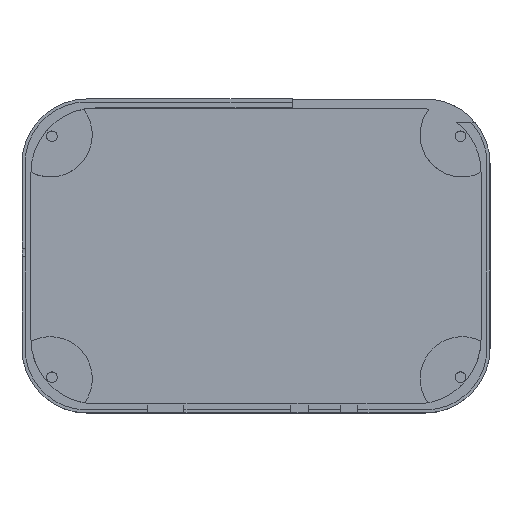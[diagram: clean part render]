
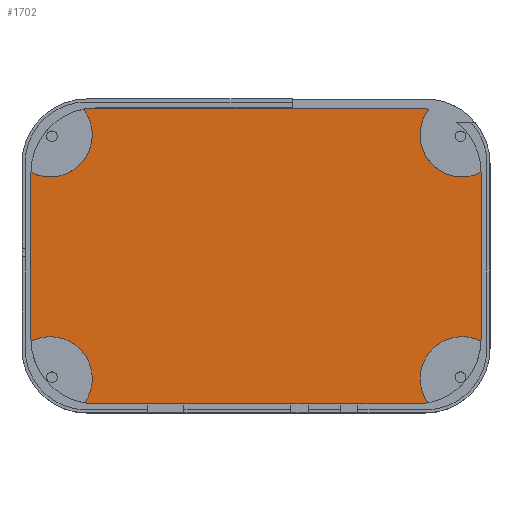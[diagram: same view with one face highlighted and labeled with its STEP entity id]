
A CAD part, top view. The second image highlights one B-rep face of the part: STEP entity #1702.
In plain terms, the highlighted planar face has unit normal (0, 0, 1).
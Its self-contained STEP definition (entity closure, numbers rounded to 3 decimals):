
#807 = VERTEX_POINT('',#808);
#808 = CARTESIAN_POINT('',(-40.15,14.9,1.65));
#814 = EDGE_CURVE('',#807,#815,#817,.T.);
#815 = VERTEX_POINT('',#816);
#816 = CARTESIAN_POINT('',(-40.15,-14.9,1.65));
#817 = LINE('',#818,#819);
#818 = CARTESIAN_POINT('',(-40.15,14.9,1.65));
#819 = VECTOR('',#820,1.);
#820 = DIRECTION('',(0.,-1.,0.));
#1589 = VERTEX_POINT('',#1590);
#1590 = CARTESIAN_POINT('',(-28.65,-26.4,1.65));
#1596 = EDGE_CURVE('',#1589,#1597,#1599,.T.);
#1597 = VERTEX_POINT('',#1598);
#1598 = CARTESIAN_POINT('',(28.65,-26.4,1.65));
#1599 = LINE('',#1600,#1601);
#1600 = CARTESIAN_POINT('',(-28.65,-26.4,1.65));
#1601 = VECTOR('',#1602,1.);
#1602 = DIRECTION('',(1.,0.,0.));
#1649 = VERTEX_POINT('',#1650);
#1650 = CARTESIAN_POINT('',(-28.65,26.4,1.65));
#1656 = EDGE_CURVE('',#1649,#1657,#1659,.T.);
#1657 = VERTEX_POINT('',#1658);
#1658 = CARTESIAN_POINT('',(-30.779,26.201,1.65));
#1659 = CIRCLE('',#1660,11.5);
#1660 = AXIS2_PLACEMENT_3D('',#1661,#1662,#1663);
#1661 = CARTESIAN_POINT('',(-28.65,14.9,1.65));
#1662 = DIRECTION('',(0.,0.,1.));
#1663 = DIRECTION('',(1.,0.,0.));
#1683 = VERTEX_POINT('',#1684);
#1684 = CARTESIAN_POINT('',(-40.15,14.945,1.65));
#1690 = EDGE_CURVE('',#1683,#807,#1691,.T.);
#1691 = CIRCLE('',#1692,11.5);
#1692 = AXIS2_PLACEMENT_3D('',#1693,#1694,#1695);
#1693 = CARTESIAN_POINT('',(-28.65,14.9,1.65));
#1694 = DIRECTION('',(0.,0.,1.));
#1695 = DIRECTION('',(1.,0.,0.));
#1702 = ADVANCED_FACE('',(#1703),#1809,.T.);
#1703 = FACE_BOUND('',#1704,.T.);
#1704 = EDGE_LOOP('',(#1705,#1706,#1707,#1716,#1725,#1732,#1733,#1742,
    #1751,#1760,#1768,#1777,#1786,#1795,#1801,#1802));
#1705 = ORIENTED_EDGE('',*,*,#1690,.T.);
#1706 = ORIENTED_EDGE('',*,*,#814,.T.);
#1707 = ORIENTED_EDGE('',*,*,#1708,.T.);
#1708 = EDGE_CURVE('',#815,#1709,#1711,.T.);
#1709 = VERTEX_POINT('',#1710);
#1710 = CARTESIAN_POINT('',(-40.145,-15.223,1.65));
#1711 = CIRCLE('',#1712,11.5);
#1712 = AXIS2_PLACEMENT_3D('',#1713,#1714,#1715);
#1713 = CARTESIAN_POINT('',(-28.65,-14.9,1.65));
#1714 = DIRECTION('',(0.,0.,1.));
#1715 = DIRECTION('',(1.,0.,0.));
#1716 = ORIENTED_EDGE('',*,*,#1717,.F.);
#1717 = EDGE_CURVE('',#1718,#1709,#1720,.T.);
#1718 = VERTEX_POINT('',#1719);
#1719 = CARTESIAN_POINT('',(-30.596,-26.234,1.65));
#1720 = CIRCLE('',#1721,7.5);
#1721 = AXIS2_PLACEMENT_3D('',#1722,#1723,#1724);
#1722 = CARTESIAN_POINT('',(-36.71,-21.89,1.65));
#1723 = DIRECTION('',(0.,0.,1.));
#1724 = DIRECTION('',(1.,0.,0.));
#1725 = ORIENTED_EDGE('',*,*,#1726,.T.);
#1726 = EDGE_CURVE('',#1718,#1589,#1727,.T.);
#1727 = CIRCLE('',#1728,11.5);
#1728 = AXIS2_PLACEMENT_3D('',#1729,#1730,#1731);
#1729 = CARTESIAN_POINT('',(-28.65,-14.9,1.65));
#1730 = DIRECTION('',(0.,0.,1.));
#1731 = DIRECTION('',(1.,0.,0.));
#1732 = ORIENTED_EDGE('',*,*,#1596,.T.);
#1733 = ORIENTED_EDGE('',*,*,#1734,.T.);
#1734 = EDGE_CURVE('',#1597,#1735,#1737,.T.);
#1735 = VERTEX_POINT('',#1736);
#1736 = CARTESIAN_POINT('',(30.667,-26.222,1.65));
#1737 = CIRCLE('',#1738,11.5);
#1738 = AXIS2_PLACEMENT_3D('',#1739,#1740,#1741);
#1739 = CARTESIAN_POINT('',(28.65,-14.9,1.65));
#1740 = DIRECTION('',(0.,0.,1.));
#1741 = DIRECTION('',(1.,0.,0.));
#1742 = ORIENTED_EDGE('',*,*,#1743,.F.);
#1743 = EDGE_CURVE('',#1744,#1735,#1746,.T.);
#1744 = VERTEX_POINT('',#1745);
#1745 = CARTESIAN_POINT('',(40.147,-15.183,1.65));
#1746 = CIRCLE('',#1747,7.5);
#1747 = AXIS2_PLACEMENT_3D('',#1748,#1749,#1750);
#1748 = CARTESIAN_POINT('',(36.79,-21.89,1.65));
#1749 = DIRECTION('',(0.,0.,1.));
#1750 = DIRECTION('',(1.,0.,0.));
#1751 = ORIENTED_EDGE('',*,*,#1752,.T.);
#1752 = EDGE_CURVE('',#1744,#1753,#1755,.T.);
#1753 = VERTEX_POINT('',#1754);
#1754 = CARTESIAN_POINT('',(40.15,-14.9,1.65));
#1755 = CIRCLE('',#1756,11.5);
#1756 = AXIS2_PLACEMENT_3D('',#1757,#1758,#1759);
#1757 = CARTESIAN_POINT('',(28.65,-14.9,1.65));
#1758 = DIRECTION('',(0.,0.,1.));
#1759 = DIRECTION('',(1.,0.,0.));
#1760 = ORIENTED_EDGE('',*,*,#1761,.T.);
#1761 = EDGE_CURVE('',#1753,#1762,#1764,.T.);
#1762 = VERTEX_POINT('',#1763);
#1763 = CARTESIAN_POINT('',(40.15,14.9,1.65));
#1764 = LINE('',#1765,#1766);
#1765 = CARTESIAN_POINT('',(40.15,-14.9,1.65));
#1766 = VECTOR('',#1767,1.);
#1767 = DIRECTION('',(0.,1.,0.));
#1768 = ORIENTED_EDGE('',*,*,#1769,.T.);
#1769 = EDGE_CURVE('',#1762,#1770,#1772,.T.);
#1770 = VERTEX_POINT('',#1771);
#1771 = CARTESIAN_POINT('',(40.15,14.905,1.65));
#1772 = CIRCLE('',#1773,11.5);
#1773 = AXIS2_PLACEMENT_3D('',#1774,#1775,#1776);
#1774 = CARTESIAN_POINT('',(28.65,14.9,1.65));
#1775 = DIRECTION('',(0.,0.,1.));
#1776 = DIRECTION('',(1.,0.,0.));
#1777 = ORIENTED_EDGE('',*,*,#1778,.F.);
#1778 = EDGE_CURVE('',#1779,#1770,#1781,.T.);
#1779 = VERTEX_POINT('',#1780);
#1780 = CARTESIAN_POINT('',(30.849,26.188,1.65));
#1781 = CIRCLE('',#1782,7.5);
#1782 = AXIS2_PLACEMENT_3D('',#1783,#1784,#1785);
#1783 = CARTESIAN_POINT('',(36.79,21.61,1.65));
#1784 = DIRECTION('',(0.,0.,1.));
#1785 = DIRECTION('',(1.,0.,0.));
#1786 = ORIENTED_EDGE('',*,*,#1787,.T.);
#1787 = EDGE_CURVE('',#1779,#1788,#1790,.T.);
#1788 = VERTEX_POINT('',#1789);
#1789 = CARTESIAN_POINT('',(28.65,26.4,1.65));
#1790 = CIRCLE('',#1791,11.5);
#1791 = AXIS2_PLACEMENT_3D('',#1792,#1793,#1794);
#1792 = CARTESIAN_POINT('',(28.65,14.9,1.65));
#1793 = DIRECTION('',(0.,0.,1.));
#1794 = DIRECTION('',(1.,0.,0.));
#1795 = ORIENTED_EDGE('',*,*,#1796,.T.);
#1796 = EDGE_CURVE('',#1788,#1649,#1797,.T.);
#1797 = LINE('',#1798,#1799);
#1798 = CARTESIAN_POINT('',(28.65,26.4,1.65));
#1799 = VECTOR('',#1800,1.);
#1800 = DIRECTION('',(-1.,0.,0.));
#1801 = ORIENTED_EDGE('',*,*,#1656,.T.);
#1802 = ORIENTED_EDGE('',*,*,#1803,.F.);
#1803 = EDGE_CURVE('',#1683,#1657,#1804,.T.);
#1804 = CIRCLE('',#1805,7.5);
#1805 = AXIS2_PLACEMENT_3D('',#1806,#1807,#1808);
#1806 = CARTESIAN_POINT('',(-36.71,21.61,1.65));
#1807 = DIRECTION('',(0.,0.,1.));
#1808 = DIRECTION('',(1.,0.,0.));
#1809 = PLANE('',#1810);
#1810 = AXIS2_PLACEMENT_3D('',#1811,#1812,#1813);
#1811 = CARTESIAN_POINT('',(0.,0.,1.65)
  );
#1812 = DIRECTION('',(0.,0.,1.));
#1813 = DIRECTION('',(1.,0.,0.));
